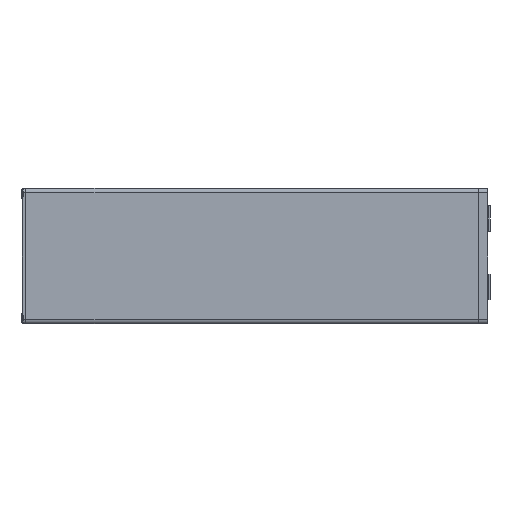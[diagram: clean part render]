
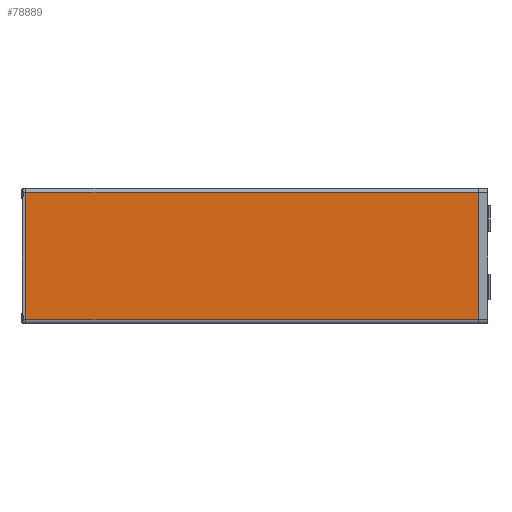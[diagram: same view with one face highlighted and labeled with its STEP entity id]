
A CAD part, left-side view. The second image highlights one B-rep face of the part: STEP entity #78889.
In plain terms, the highlighted planar face has unit normal (-1, 0, 0).
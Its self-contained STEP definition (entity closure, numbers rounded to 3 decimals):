
#3128=PLANE('',#85911);
#6498=FACE_OUTER_BOUND('',#11067,.T.);
#11067=EDGE_LOOP('',(#65032,#65033,#65034,#65035));
#17447=LINE('',#134223,#24567);
#17448=LINE('',#134226,#24568);
#17449=LINE('',#134228,#24569);
#17450=LINE('',#134229,#24570);
#24567=VECTOR('',#104213,1.);
#24568=VECTOR('',#104216,1.);
#24569=VECTOR('',#104217,1.);
#24570=VECTOR('',#104218,1.);
#36541=VERTEX_POINT('',#134219);
#36542=VERTEX_POINT('',#134221);
#36543=VERTEX_POINT('',#134225);
#36544=VERTEX_POINT('',#134227);
#46680=EDGE_CURVE('',#36541,#36542,#17447,.T.);
#46681=EDGE_CURVE('',#36543,#36541,#17448,.T.);
#46682=EDGE_CURVE('',#36544,#36542,#17449,.T.);
#46683=EDGE_CURVE('',#36543,#36544,#17450,.T.);
#65032=ORIENTED_EDGE('',*,*,#46681,.T.);
#65033=ORIENTED_EDGE('',*,*,#46680,.T.);
#65034=ORIENTED_EDGE('',*,*,#46682,.F.);
#65035=ORIENTED_EDGE('',*,*,#46683,.F.);
#78889=ADVANCED_FACE('',(#6498),#3128,.T.);
#85911=AXIS2_PLACEMENT_3D('',#134224,#104214,#104215);
#104213=DIRECTION('',(0.,-1.,0.));
#104214=DIRECTION('center_axis',(-1.,0.,0.));
#104215=DIRECTION('ref_axis',(0.,0.,-1.));
#104216=DIRECTION('',(0.,0.,-1.));
#104217=DIRECTION('',(0.,0.,-1.));
#104218=DIRECTION('',(0.,-1.,0.));
#134219=CARTESIAN_POINT('',(-414.45,1485.489,-173.634));
#134221=CARTESIAN_POINT('',(-414.45,1135.489,-173.634));
#134223=CARTESIAN_POINT('',(-414.45,1485.489,-173.634));
#134224=CARTESIAN_POINT('Origin',(-414.45,1485.489,-75.634));
#134225=CARTESIAN_POINT('',(-414.45,1485.489,-75.634));
#134226=CARTESIAN_POINT('',(-414.45,1485.489,-75.634));
#134227=CARTESIAN_POINT('',(-414.45,1135.489,-75.634));
#134228=CARTESIAN_POINT('',(-414.45,1135.489,-75.634));
#134229=CARTESIAN_POINT('',(-414.45,1485.489,-75.634));
